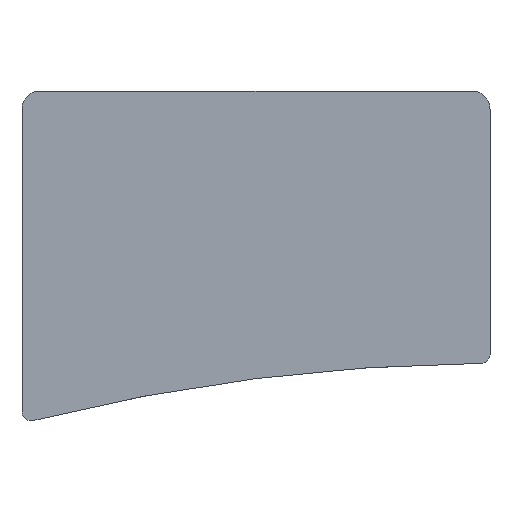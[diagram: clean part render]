
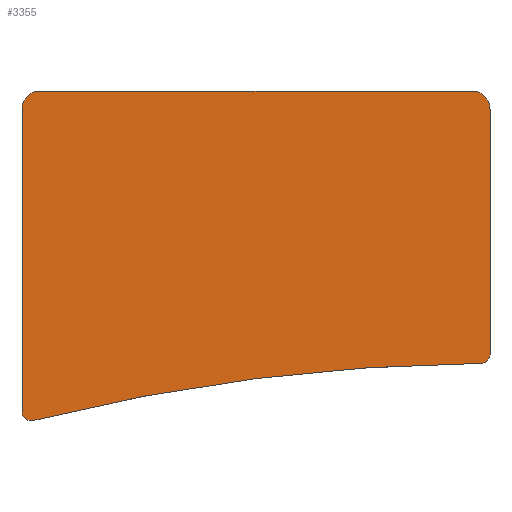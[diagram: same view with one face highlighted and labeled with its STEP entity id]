
A CAD part, front view. The second image highlights one B-rep face of the part: STEP entity #3355.
In plain terms, the highlighted planar face has unit normal (0, -1, 0).
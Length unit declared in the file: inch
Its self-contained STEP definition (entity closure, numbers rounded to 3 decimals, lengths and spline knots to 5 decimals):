
#76 = EDGE_CURVE ( 'NONE', #3331, #1808, #3534, .T. ) ;
#123 = AXIS2_PLACEMENT_3D ( 'NONE', #2791, #1289, #2047 ) ;
#124 = VERTEX_POINT ( 'NONE', #4042 ) ;
#125 = CARTESIAN_POINT ( 'NONE',  ( -1.00394, -0.32087, -1.23286 ) ) ;
#231 = VERTEX_POINT ( 'NONE', #3682 ) ;
#279 = DIRECTION ( 'NONE',  ( 0., -1., 0. ) ) ;
#317 = FACE_OUTER_BOUND ( 'NONE', #712, .T. ) ;
#332 = CIRCLE ( 'NONE', #335, 0.03937 ) ;
#335 = AXIS2_PLACEMENT_3D ( 'NONE', #4067, #3012, #4802 ) ;
#418 = ORIENTED_EDGE ( 'NONE', *, *, #4570, .F. ) ;
#581 = CARTESIAN_POINT ( 'NONE',  ( 1.04331, -0.32087, -0.63993 ) ) ;
#608 = CIRCLE ( 'NONE', #3239, 0.03937 ) ;
#611 = CARTESIAN_POINT ( 'NONE',  ( 0., -0.32087, 0.1975 ) ) ;
#670 = CARTESIAN_POINT ( 'NONE',  ( -1.00394, -0.32087, -1.27223 ) ) ;
#712 = EDGE_LOOP ( 'NONE', ( #2282, #2212, #4364, #1644, #418, #1997, #768, #3397, #3401 ) ) ;
#768 = ORIENTED_EDGE ( 'NONE', *, *, #2858, .T. ) ;
#969 = DIRECTION ( 'NONE',  ( 0., 0., -1. ) ) ;
#1174 = LINE ( 'NONE', #1971, #4481 ) ;
#1248 = AXIS2_PLACEMENT_3D ( 'NONE', #3184, #2848, #3548 ) ;
#1266 = DIRECTION ( 'NONE',  ( 0., -1., 0. ) ) ;
#1274 = CARTESIAN_POINT ( 'NONE',  ( 1.00427, -0.32087, -1.01599 ) ) ;
#1289 = DIRECTION ( 'NONE',  ( 0., 1., 0. ) ) ;
#1371 = EDGE_CURVE ( 'NONE', #3331, #4299, #1621, .T. ) ;
#1414 = VERTEX_POINT ( 'NONE', #2379 ) ;
#1465 = EDGE_CURVE ( 'NONE', #231, #124, #2719, .T. ) ;
#1471 = AXIS2_PLACEMENT_3D ( 'NONE', #1719, #2843, #3951 ) ;
#1532 = LINE ( 'NONE', #581, #2742 ) ;
#1621 = CIRCLE ( 'NONE', #1831, 0.03937 ) ;
#1643 = EDGE_CURVE ( 'NONE', #3001, #4707, #332, .T. ) ;
#1644 = ORIENTED_EDGE ( 'NONE', *, *, #2087, .T. ) ;
#1719 = CARTESIAN_POINT ( 'NONE',  ( -0.96331, -0.32087, 0.1175 ) ) ;
#1808 = VERTEX_POINT ( 'NONE', #3073 ) ;
#1831 = AXIS2_PLACEMENT_3D ( 'NONE', #3472, #1266, #2006 ) ;
#1880 = VERTEX_POINT ( 'NONE', #1982 ) ;
#1971 = CARTESIAN_POINT ( 'NONE',  ( -1.04331, -0.32087, -0.63993 ) ) ;
#1982 = CARTESIAN_POINT ( 'NONE',  ( -0.96331, -0.32087, 0.1975 ) ) ;
#1997 = ORIENTED_EDGE ( 'NONE', *, *, #1643, .T. ) ;
#2006 = DIRECTION ( 'NONE',  ( 1., 0., 0. ) ) ;
#2047 = DIRECTION ( 'NONE',  ( 0., 0., 1. ) ) ;
#2087 = EDGE_CURVE ( 'NONE', #1880, #1414, #2422, .T. ) ;
#2212 = ORIENTED_EDGE ( 'NONE', *, *, #1465, .T. ) ;
#2282 = ORIENTED_EDGE ( 'NONE', *, *, #4705, .F. ) ;
#2364 = AXIS2_PLACEMENT_3D ( 'NONE', #3203, #279, #2884 ) ;
#2370 = CARTESIAN_POINT ( 'NONE',  ( 1.04331, -0.32087, -0.97662 ) ) ;
#2379 = CARTESIAN_POINT ( 'NONE',  ( -1.04331, -0.32087, 0.1175 ) ) ;
#2422 = CIRCLE ( 'NONE', #1471, 0.08 ) ;
#2719 = CIRCLE ( 'NONE', #1248, 0.08 ) ;
#2731 = DIRECTION ( 'NONE',  ( 0., 0., -1. ) ) ;
#2742 = VECTOR ( 'NONE', #969, 39.37008 ) ;
#2791 = CARTESIAN_POINT ( 'NONE',  ( -1.04331, -0.32087, -1.27986 ) ) ;
#2836 = DIRECTION ( 'NONE',  ( 1., 0., 0. ) ) ;
#2843 = DIRECTION ( 'NONE',  ( 0., -1., 0. ) ) ;
#2845 = CARTESIAN_POINT ( 'NONE',  ( -1.04331, -0.32087, -1.23286 ) ) ;
#2848 = DIRECTION ( 'NONE',  ( 0., -1., 0. ) ) ;
#2858 = EDGE_CURVE ( 'NONE', #4707, #1808, #608, .T. ) ;
#2884 = DIRECTION ( 'NONE',  ( 0., 0., -1. ) ) ;
#3001 = VERTEX_POINT ( 'NONE', #2845 ) ;
#3012 = DIRECTION ( 'NONE',  ( 0., -1., 0. ) ) ;
#3073 = CARTESIAN_POINT ( 'NONE',  ( -0.99437, -0.32087, -1.27105 ) ) ;
#3184 = CARTESIAN_POINT ( 'NONE',  ( 0.96331, -0.32087, 0.1175 ) ) ;
#3203 = CARTESIAN_POINT ( 'NONE',  ( 1.07591, -0.32087, -9.53537 ) ) ;
#3239 = AXIS2_PLACEMENT_3D ( 'NONE', #125, #3880, #2731 ) ;
#3331 = VERTEX_POINT ( 'NONE', #1274 ) ;
#3355 = ADVANCED_FACE ( 'NONE', ( #317 ), #4264, .F. ) ;
#3397 = ORIENTED_EDGE ( 'NONE', *, *, #76, .F. ) ;
#3401 = ORIENTED_EDGE ( 'NONE', *, *, #1371, .T. ) ;
#3472 = CARTESIAN_POINT ( 'NONE',  ( 1.00394, -0.32087, -0.97662 ) ) ;
#3507 = LINE ( 'NONE', #611, #4502 ) ;
#3534 = CIRCLE ( 'NONE', #2364, 8.51969 ) ;
#3548 = DIRECTION ( 'NONE',  ( 0., 0., 1. ) ) ;
#3682 = CARTESIAN_POINT ( 'NONE',  ( 1.04331, -0.32087, 0.1175 ) ) ;
#3877 = EDGE_CURVE ( 'NONE', #1880, #124, #3507, .T. ) ;
#3880 = DIRECTION ( 'NONE',  ( 0., -1., 0. ) ) ;
#3951 = DIRECTION ( 'NONE',  ( 0., 0., 1. ) ) ;
#4042 = CARTESIAN_POINT ( 'NONE',  ( 0.96331, -0.32087, 0.1975 ) ) ;
#4067 = CARTESIAN_POINT ( 'NONE',  ( -1.00394, -0.32087, -1.23286 ) ) ;
#4264 = PLANE ( 'NONE',  #123 ) ;
#4299 = VERTEX_POINT ( 'NONE', #2370 ) ;
#4364 = ORIENTED_EDGE ( 'NONE', *, *, #3877, .F. ) ;
#4481 = VECTOR ( 'NONE', #4675, 39.37008 ) ;
#4502 = VECTOR ( 'NONE', #2836, 39.37008 ) ;
#4570 = EDGE_CURVE ( 'NONE', #3001, #1414, #1174, .T. ) ;
#4675 = DIRECTION ( 'NONE',  ( 0., 0., 1. ) ) ;
#4705 = EDGE_CURVE ( 'NONE', #231, #4299, #1532, .T. ) ;
#4707 = VERTEX_POINT ( 'NONE', #670 ) ;
#4802 = DIRECTION ( 'NONE',  ( 0., 0., -1. ) ) ;
